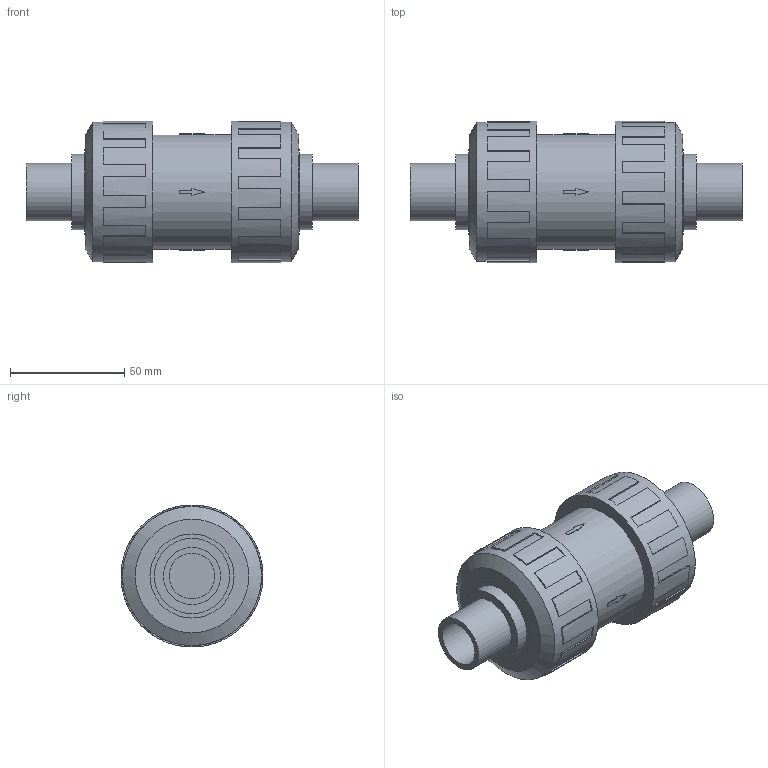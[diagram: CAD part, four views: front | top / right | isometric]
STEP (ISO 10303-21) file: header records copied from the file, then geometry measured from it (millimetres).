
FILE_DESCRIPTION((''),'2;1');
FILE_NAME('PV31001B025.stp','2022-02-18T07:42:53',('RL'),(''),'Autodesk Inventor 2012','Autodesk Inventor 2012','');
FILE_SCHEMA(('AUTOMOTIVE_DESIGN { 1 0 10303 214 1 1 1 1 }'));
Length unit declared in the file: millimetre
Products named in the file (1): PV31001B025
Bounding box: 145 x 62 x 62 mm (x, y, z)
Volume: 240006.2 mm3; surface area: 56011.8 mm2
Topology: 1 solids, 1 shells, 187 faces, 486 edges, 322 vertices
Faces by surface type: plane 164, cylinder 21, cone 2
Full cylindrical faces by diameter (mm): 20 x2, 25 x2, 33 x2, 36.7 x2, 46.7 x2, 50.22 x3, 55.78 x2, 55.8 x2, 60.76 x2, 62 x2
Entity records: 5659 total; most frequent: DIRECTION 1008, CARTESIAN_POINT 968, ORIENTED_EDGE 920, EDGE_CURVE 460, AXIS2_PLACEMENT_3D 360, VERTEX_POINT 320, VECTOR 288, LINE 288
